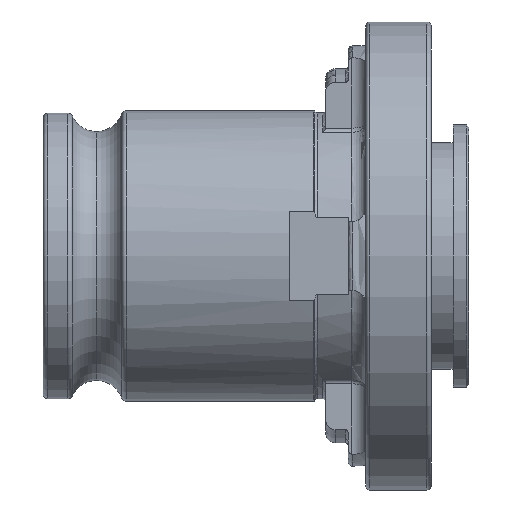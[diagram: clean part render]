
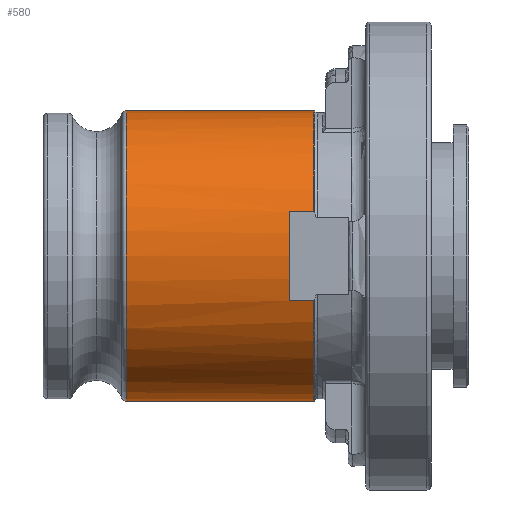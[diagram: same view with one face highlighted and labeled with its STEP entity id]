
A CAD part, front view. The second image highlights one B-rep face of the part: STEP entity #580.
In plain terms, the highlighted cylindrical face has radius 15.5 mm (diameter 31 mm), a partial arc.
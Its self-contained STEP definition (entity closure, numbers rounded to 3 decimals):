
#11 = EDGE_LOOP ( 'NONE', ( #997, #998, #999, #1000, #1001, #1002, #1003, #1004 ) ) ;
#274 = EDGE_CURVE ( 'NONE', #1495, #1452, #1779, .T. ) ;
#275 = EDGE_CURVE ( 'NONE', #1496, #1463, #1776, .T. ) ;
#278 = EDGE_CURVE ( 'NONE', #1492, #1495, #1780, .T. ) ;
#331 = EDGE_CURVE ( 'NONE', #1496, #1586, #3208, .T. ) ;
#332 = EDGE_CURVE ( 'NONE', #1581, #1586, #3206, .T. ) ;
#333 = EDGE_CURVE ( 'NONE', #1578, #1581, #3197, .T. ) ;
#334 = EDGE_CURVE ( 'NONE', #1492, #1578, #3209, .T. ) ;
#335 = EDGE_CURVE ( 'NONE', #1463, #1452, #3212, .T. ) ;
#580 = ADVANCED_FACE ( 'NONE', ( #3535 ), #3537, .T. ) ;
#997 = ORIENTED_EDGE ( 'NONE', *, *, #275, .F. ) ;
#998 = ORIENTED_EDGE ( 'NONE', *, *, #331, .T. ) ;
#999 = ORIENTED_EDGE ( 'NONE', *, *, #332, .F. ) ;
#1000 = ORIENTED_EDGE ( 'NONE', *, *, #333, .F. ) ;
#1001 = ORIENTED_EDGE ( 'NONE', *, *, #334, .F. ) ;
#1002 = ORIENTED_EDGE ( 'NONE', *, *, #278, .T. ) ;
#1003 = ORIENTED_EDGE ( 'NONE', *, *, #274, .T. ) ;
#1004 = ORIENTED_EDGE ( 'NONE', *, *, #335, .F. ) ;
#1452 = VERTEX_POINT ( 'NONE', #4637 ) ;
#1463 = VERTEX_POINT ( 'NONE', #4648 ) ;
#1492 = VERTEX_POINT ( 'NONE', #4677 ) ;
#1495 = VERTEX_POINT ( 'NONE', #4680 ) ;
#1496 = VERTEX_POINT ( 'NONE', #4681 ) ;
#1578 = VERTEX_POINT ( 'NONE', #4799 ) ;
#1581 = VERTEX_POINT ( 'NONE', #4802 ) ;
#1586 = VERTEX_POINT ( 'NONE', #4807 ) ;
#1776 = LINE ( 'NONE', #2743, #1783 ) ;
#1779 = LINE ( 'NONE', #2737, #1781 ) ;
#1780 = CIRCLE ( 'NONE', #2376, 15.5 ) ;
#1781 = VECTOR ( 'NONE', #2738, 1000. ) ;
#1783 = VECTOR ( 'NONE', #2747, 1000. ) ;
#2376 = AXIS2_PLACEMENT_3D ( 'NONE', #2759, #2760, #2761 ) ;
#2405 = AXIS2_PLACEMENT_3D ( 'NONE', #2959, #2960, #2961 ) ;
#2406 = AXIS2_PLACEMENT_3D ( 'NONE', #2965, #2966, #2967 ) ;
#2407 = AXIS2_PLACEMENT_3D ( 'NONE', #2970, #2971, #2972 ) ;
#2559 = AXIS2_PLACEMENT_3D ( 'NONE', #4337, #4338, #4335 ) ;
#2737 = CARTESIAN_POINT ( 'NONE',  ( -29.89, 0., 15.5 ) ) ;
#2738 = DIRECTION ( 'NONE',  ( -1., 0., 0. ) ) ;
#2743 = CARTESIAN_POINT ( 'NONE',  ( -29.89, 0., -15.5 ) ) ;
#2747 = DIRECTION ( 'NONE',  ( -1., 0., 0. ) ) ;
#2759 = CARTESIAN_POINT ( 'NONE',  ( 28.936, 0., 0. ) ) ;
#2760 = DIRECTION ( 'NONE',  ( -1., 0., 0. ) ) ;
#2761 = DIRECTION ( 'NONE',  ( 0., 0., 1. ) ) ;
#2952 = CARTESIAN_POINT ( 'NONE',  ( -29.89, -14.75, -4.763 ) ) ;
#2954 = DIRECTION ( 'NONE',  ( 1., 0., 0. ) ) ;
#2958 = DIRECTION ( 'NONE',  ( -1., 0., 0. ) ) ;
#2959 = CARTESIAN_POINT ( 'NONE',  ( 28.936, 0., 0. ) ) ;
#2960 = DIRECTION ( 'NONE',  ( -1., 0., 0. ) ) ;
#2961 = DIRECTION ( 'NONE',  ( 0., 0., 1. ) ) ;
#2964 = CARTESIAN_POINT ( 'NONE',  ( -29.89, -14.75, 4.763 ) ) ;
#2965 = CARTESIAN_POINT ( 'NONE',  ( 26.3, 0., 0. ) ) ;
#2966 = DIRECTION ( 'NONE',  ( 1., 0., 0. ) ) ;
#2967 = DIRECTION ( 'NONE',  ( 0., 0., -1. ) ) ;
#2970 = CARTESIAN_POINT ( 'NONE',  ( 8.87, 0., 0. ) ) ;
#2971 = DIRECTION ( 'NONE',  ( -1., 0., 0. ) ) ;
#2972 = DIRECTION ( 'NONE',  ( 0., 0., 1. ) ) ;
#3197 = CIRCLE ( 'NONE', #2406, 15.5 ) ;
#3206 = LINE ( 'NONE', #2952, #3210 ) ;
#3208 = CIRCLE ( 'NONE', #2405, 15.5 ) ;
#3209 = LINE ( 'NONE', #2964, #3213 ) ;
#3210 = VECTOR ( 'NONE', #2954, 1000. ) ;
#3212 = CIRCLE ( 'NONE', #2407, 15.5 ) ;
#3213 = VECTOR ( 'NONE', #2958, 1000. ) ;
#3535 = FACE_OUTER_BOUND ( 'NONE', #11, .T. ) ;
#3537 = CYLINDRICAL_SURFACE ( 'NONE', #2559, 15.5 ) ;
#4335 = DIRECTION ( 'NONE',  ( 0., 0., 1. ) ) ;
#4337 = CARTESIAN_POINT ( 'NONE',  ( -29.89, 0., 0. ) ) ;
#4338 = DIRECTION ( 'NONE',  ( -1., 0., 0. ) ) ;
#4637 = CARTESIAN_POINT ( 'NONE',  ( 8.87, 0., 15.5 ) ) ;
#4648 = CARTESIAN_POINT ( 'NONE',  ( 8.87, 0., -15.5 ) ) ;
#4677 = CARTESIAN_POINT ( 'NONE',  ( 28.936, -14.75, 4.763 ) ) ;
#4680 = CARTESIAN_POINT ( 'NONE',  ( 28.936, 0., 15.5 ) ) ;
#4681 = CARTESIAN_POINT ( 'NONE',  ( 28.936, 0., -15.5 ) ) ;
#4799 = CARTESIAN_POINT ( 'NONE',  ( 26.3, -14.75, 4.763 ) ) ;
#4802 = CARTESIAN_POINT ( 'NONE',  ( 26.3, -14.75, -4.763 ) ) ;
#4807 = CARTESIAN_POINT ( 'NONE',  ( 28.936, -14.75, -4.763 ) ) ;
